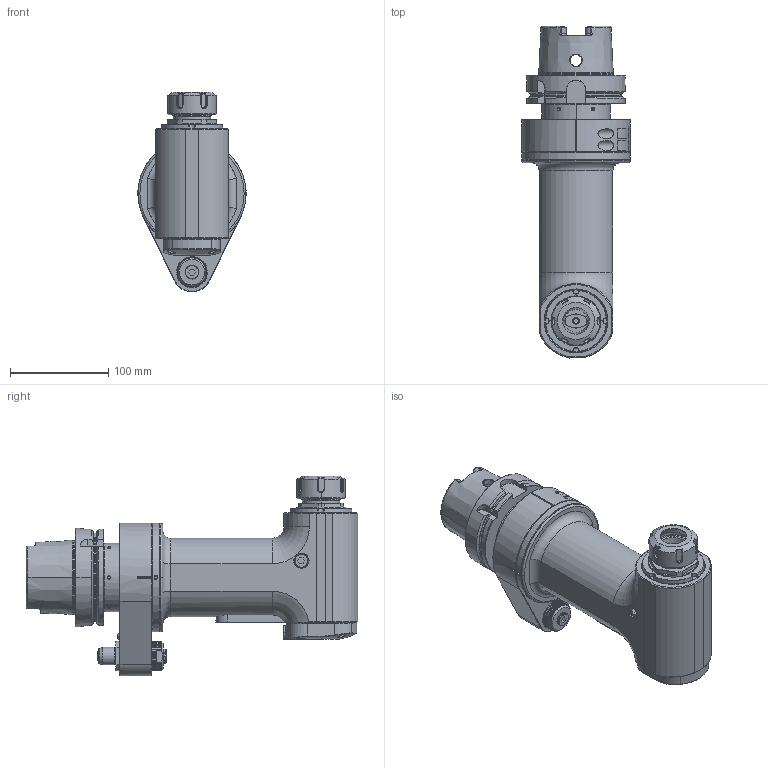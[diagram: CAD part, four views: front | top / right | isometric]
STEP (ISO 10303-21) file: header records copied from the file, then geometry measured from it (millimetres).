
FILE_DESCRIPTION((''),'2;1');
FILE_NAME('G9020L0-0R40001C_518','2025-07-30T14:53:11',('gregorio.algeri'),(''),'CREO PARAMETRIC BY PTC INC, 2022014','CREO PARAMETRIC BY PTC INC, 2022014','');
FILE_SCHEMA(('CONFIG_CONTROL_DESIGN'));
Length unit declared in the file: millimetre
Products named in the file (1): G9020L0-0R40001C_518
Bounding box: 110 x 337.5 x 202.99 mm (x, y, z)
Volume: 1510328.8 mm3; surface area: 308175.4 mm2
Topology: 3 solids, 10 shells, 2104 faces, 5305 edges, 3289 vertices
Faces by surface type: plane 893, cylinder 519, cone 450, torus 104, bspline 88, extrusion 50
Entity records: 79479 total; most frequent: CARTESIAN_POINT 30040, ORIENTED_EDGE 10512, DIRECTION 9880, EDGE_CURVE 5256, AXIS2_PLACEMENT_3D 3550, VERTEX_POINT 3290, VECTOR 2780, LINE 2730
